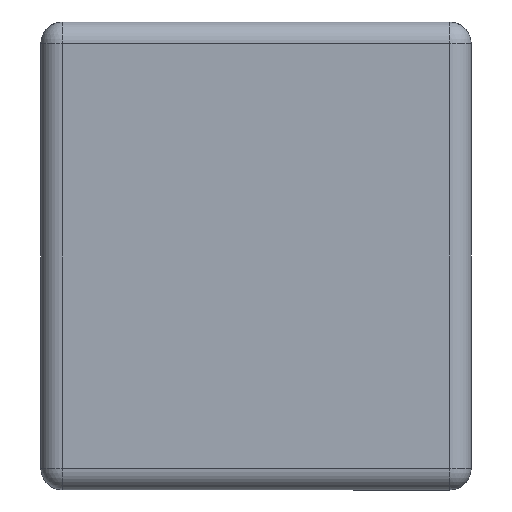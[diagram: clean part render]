
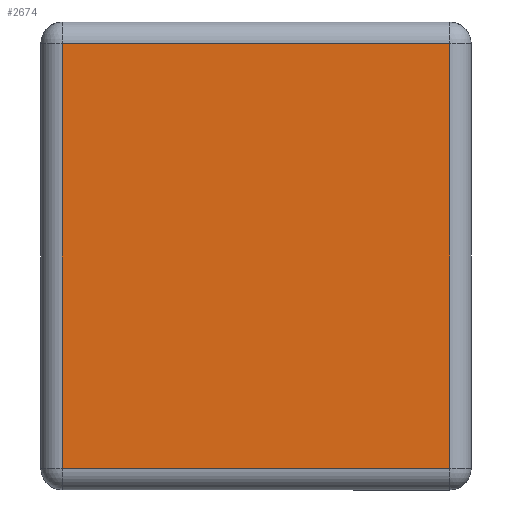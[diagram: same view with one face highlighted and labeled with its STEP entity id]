
A CAD part, left-side view. The second image highlights one B-rep face of the part: STEP entity #2674.
In plain terms, the highlighted planar face has unit normal (-1, 0, 0).
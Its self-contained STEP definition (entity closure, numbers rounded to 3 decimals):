
#250=FACE_OUTER_BOUND('',#399,.T.);
#399=EDGE_LOOP('',(#1675,#1676,#1677,#1678));
#548=LINE('',#3591,#793);
#549=LINE('',#3593,#794);
#550=LINE('',#3595,#795);
#551=LINE('',#3596,#796);
#793=VECTOR('',#3061,1000.);
#794=VECTOR('',#3062,1000.);
#795=VECTOR('',#3063,1000.);
#796=VECTOR('',#3064,1000.);
#1038=VERTEX_POINT('',#3589);
#1039=VERTEX_POINT('',#3590);
#1040=VERTEX_POINT('',#3592);
#1041=VERTEX_POINT('',#3594);
#1288=EDGE_CURVE('',#1038,#1039,#548,.T.);
#1289=EDGE_CURVE('',#1039,#1040,#549,.T.);
#1290=EDGE_CURVE('',#1040,#1041,#550,.T.);
#1291=EDGE_CURVE('',#1041,#1038,#551,.T.);
#1675=ORIENTED_EDGE('',*,*,#1288,.T.);
#1676=ORIENTED_EDGE('',*,*,#1289,.T.);
#1677=ORIENTED_EDGE('',*,*,#1290,.T.);
#1678=ORIENTED_EDGE('',*,*,#1291,.T.);
#2449=PLANE('',#2914);
#2674=ADVANCED_FACE('',(#250),#2449,.F.);
#2914=AXIS2_PLACEMENT_3D('',#3588,#3059,#3060);
#3059=DIRECTION('center_axis',(1.,0.,0.));
#3060=DIRECTION('ref_axis',(0.,0.,-1.));
#3061=DIRECTION('',(0.,0.,-1.));
#3062=DIRECTION('',(0.,-1.,0.));
#3063=DIRECTION('',(0.,0.,1.));
#3064=DIRECTION('',(0.,1.,0.));
#3588=CARTESIAN_POINT('Origin',(-0.8,0.87,-0.4));
#3589=CARTESIAN_POINT('',(-0.8,0.83,0.36));
#3590=CARTESIAN_POINT('',(-0.8,0.83,-0.36));
#3591=CARTESIAN_POINT('',(-0.8,0.83,-0.4));
#3592=CARTESIAN_POINT('',(-0.8,0.04,-0.36));
#3593=CARTESIAN_POINT('',(-0.8,0.87,-0.36));
#3594=CARTESIAN_POINT('',(-0.8,0.04,0.36));
#3595=CARTESIAN_POINT('',(-0.8,0.04,-0.4));
#3596=CARTESIAN_POINT('',(-0.8,0.87,0.36));
